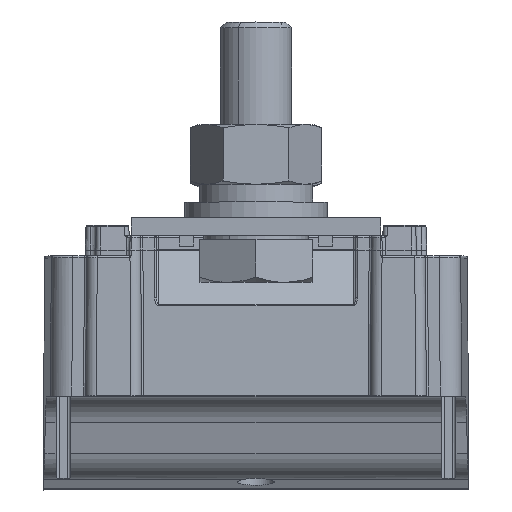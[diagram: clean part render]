
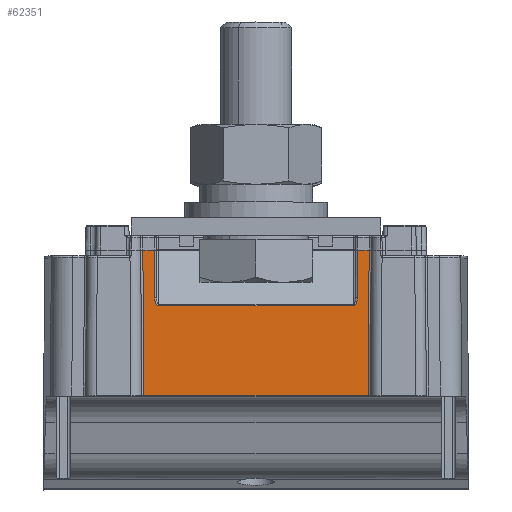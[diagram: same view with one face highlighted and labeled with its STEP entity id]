
A CAD part, top view. The second image highlights one B-rep face of the part: STEP entity #62351.
In plain terms, the highlighted face is planar.
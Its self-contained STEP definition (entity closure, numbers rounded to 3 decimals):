
#22399=DIRECTION('',(-1.,0.,0.));
#22400=VECTOR('',#22399,31.551);
#22401=CARTESIAN_POINT('',(15.776,-75.724,
13.));
#22402=LINE('',#22401,#22400);
#23261=DIRECTION('',(0.006,-0.006,-1.));
#23262=VECTOR('',#23261,20.501);
#23263=CARTESIAN_POINT('',(-15.895,-75.605,
33.5));
#23264=LINE('',#23263,#23262);
#23268=DIRECTION('',(0.006,0.006,1.));
#23269=VECTOR('',#23268,20.501);
#23270=CARTESIAN_POINT('',(15.776,-75.724,
13.));
#23271=LINE('',#23270,#23269);
#23275=DIRECTION('',(-1.,0.,0.));
#23276=VECTOR('',#23275,1.6);
#23277=CARTESIAN_POINT('',(15.895,-75.605,
33.5));
#23278=LINE('',#23277,#23276);
#23282=DIRECTION('',(-0.006,-0.006,-1.));
#23283=VECTOR('',#23282,6.707);
#23284=CARTESIAN_POINT('',(14.295,-75.605,
33.5));
#23285=LINE('',#23284,#23283);
#23289=CARTESIAN_POINT('',(14.256,-75.644,
26.793));
#23290=CARTESIAN_POINT('',(14.225,-75.646,
26.515));
#23291=CARTESIAN_POINT('',(14.167,-75.648,
26.084));
#23292=CARTESIAN_POINT('',(14.07,-75.649,
26.007));
#23293=CARTESIAN_POINT('',(14.035,-75.649,
25.906));
#23294=CARTESIAN_POINT('',(14.009,-75.65,
25.873));
#23295=CARTESIAN_POINT('',(13.986,-75.65,
25.84));
#23296=CARTESIAN_POINT('',(13.905,-75.65,
25.759));
#23297=CARTESIAN_POINT('',(13.771,-75.651,
25.665));
#23298=CARTESIAN_POINT('',(13.692,-75.651,
25.653));
#23299=CARTESIAN_POINT('',(13.651,-75.651,
25.654));
#23304=CARTESIAN_POINT('',(-13.651,-75.651,
25.654));
#23305=CARTESIAN_POINT('',(-13.694,-75.651,25.653));
#23306=CARTESIAN_POINT('',(-13.777,-75.651,
25.665));
#23307=CARTESIAN_POINT('',(-13.909,-75.65,
25.764));
#23308=CARTESIAN_POINT('',(-13.991,-75.65,
25.849));
#23309=CARTESIAN_POINT('',(-14.012,-75.65,
25.88));
#23310=CARTESIAN_POINT('',(-14.042,-75.649,
25.911));
#23311=CARTESIAN_POINT('',(-14.075,-75.649,
26.014));
#23312=CARTESIAN_POINT('',(-14.174,-75.648,
26.112));
#23313=CARTESIAN_POINT('',(-14.228,-75.646,
26.528));
#23314=CARTESIAN_POINT('',(-14.256,-75.644,
26.793));
#23319=DIRECTION('',(-0.006,0.006,1.));
#23320=VECTOR('',#23319,6.707);
#23321=CARTESIAN_POINT('',(-14.256,-75.644,
26.793));
#23322=LINE('',#23321,#23320);
#23333=DIRECTION('',(1.,0.,0.));
#23334=VECTOR('',#23333,1.6);
#23335=CARTESIAN_POINT('',(-15.895,-75.605,
33.5));
#23336=LINE('',#23335,#23334);
#23702=DIRECTION('',(1.,0.,0.));
#23703=VECTOR('',#23702,27.302);
#23704=CARTESIAN_POINT('',(-13.651,-75.651,
25.654));
#23705=LINE('',#23704,#23703);
#24059=CARTESIAN_POINT('',(15.895,-75.605,
33.5));
#35026=VERTEX_POINT('',#24059);
#35156=CARTESIAN_POINT('',(14.295,-75.605,
33.5));
#35157=VERTEX_POINT('',#35156);
#35158=CARTESIAN_POINT('',(-15.895,-75.605,
33.5));
#35159=CARTESIAN_POINT('',(-14.295,-75.605,
33.5));
#35160=VERTEX_POINT('',#35158);
#35161=VERTEX_POINT('',#35159);
#35162=CARTESIAN_POINT('',(-14.256,-75.644,
26.793));
#35163=VERTEX_POINT('',#35162);
#35164=VERTEX_POINT('',#23304);
#35165=CARTESIAN_POINT('',(13.651,-75.651,
25.654));
#35166=VERTEX_POINT('',#35165);
#35167=VERTEX_POINT('',#23289);
#35168=CARTESIAN_POINT('',(15.776,-75.724,
13.));
#35169=VERTEX_POINT('',#35168);
#35170=CARTESIAN_POINT('',(-15.776,-75.724,
13.));
#35171=VERTEX_POINT('',#35170);
#62326=CARTESIAN_POINT('',(0.,-75.8,0.));
#62327=DIRECTION('',(0.,-1.,0.006));
#62328=DIRECTION('',(-1.,0.,0.));
#62329=AXIS2_PLACEMENT_3D('',#62326,#62327,#62328);
#62330=PLANE('',#62329);
#62332=ORIENTED_EDGE('',*,*,#62331,.F.);
#62333=ORIENTED_EDGE('',*,*,#62312,.T.);
#62334=ORIENTED_EDGE('',*,*,#58675,.F.);
#62336=ORIENTED_EDGE('',*,*,#62335,.T.);
#62338=ORIENTED_EDGE('',*,*,#62337,.T.);
#62340=ORIENTED_EDGE('',*,*,#62339,.T.);
#62342=ORIENTED_EDGE('',*,*,#62341,.T.);
#62344=ORIENTED_EDGE('',*,*,#62343,.F.);
#62346=ORIENTED_EDGE('',*,*,#62345,.T.);
#62348=ORIENTED_EDGE('',*,*,#62347,.T.);
#62349=EDGE_LOOP('',(#62332,#62333,#62334,#62336,#62338,#62340,#62342,#62344,
#62346,#62348));
#62350=FACE_OUTER_BOUND('',#62349,.F.);
#23300=B_SPLINE_CURVE_WITH_KNOTS('',3,(#23289,#23290,#23291,#23292,#23293,
#23294,#23295,#23296,#23297,#23298,#23299),.UNSPECIFIED.,.F.,.F.,(4,1,1,1,1,1,1,
1,4),(0.,0.125,0.25,0.375,0.5,0.625,0.75,0.875,1.),
.UNSPECIFIED.);
#23315=B_SPLINE_CURVE_WITH_KNOTS('',3,(#23304,#23305,#23306,#23307,#23308,
#23309,#23310,#23311,#23312,#23313,#23314),.UNSPECIFIED.,.F.,.F.,(4,1,1,1,1,1,1,
1,4),(0.,0.125,0.25,0.375,0.5,0.625,0.75,0.875,1.),
.UNSPECIFIED.);
#58675=EDGE_CURVE('',#35169,#35171,#22402,.T.);
#62312=EDGE_CURVE('',#35160,#35171,#23264,.T.);
#62331=EDGE_CURVE('',#35160,#35161,#23336,.T.);
#62335=EDGE_CURVE('',#35169,#35026,#23271,.T.);
#62337=EDGE_CURVE('',#35026,#35157,#23278,.T.);
#62339=EDGE_CURVE('',#35157,#35167,#23285,.T.);
#62341=EDGE_CURVE('',#35167,#35166,#23300,.T.);
#62343=EDGE_CURVE('',#35164,#35166,#23705,.T.);
#62345=EDGE_CURVE('',#35164,#35163,#23315,.T.);
#62347=EDGE_CURVE('',#35163,#35161,#23322,.T.);
#62351=ADVANCED_FACE('',(#62350),#62330,.F.);
